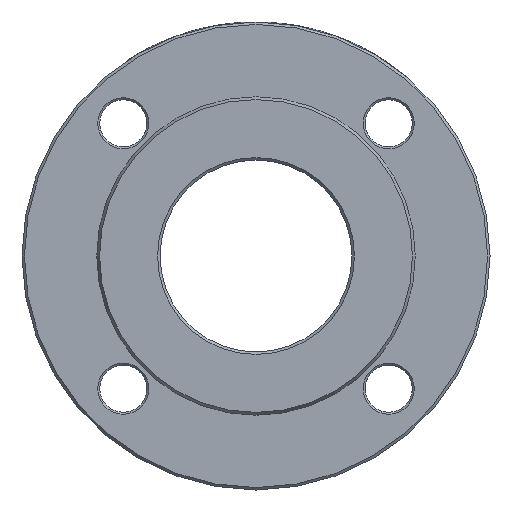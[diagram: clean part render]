
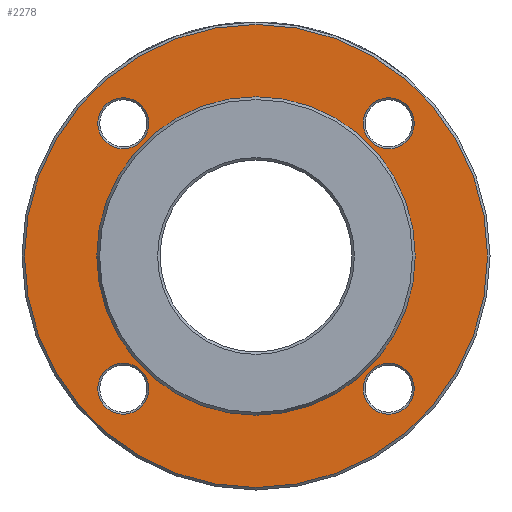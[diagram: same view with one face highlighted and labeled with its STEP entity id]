
A CAD part, left-side view. The second image highlights one B-rep face of the part: STEP entity #2278.
In plain terms, the highlighted planar face has unit normal (-1, 0, 0).
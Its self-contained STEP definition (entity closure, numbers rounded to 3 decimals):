
#112 = DIRECTION ( 'NONE',  ( 0., 0., -1. ) ) ;
#301 = CARTESIAN_POINT ( 'NONE',  ( 2., -53.882, 64.232 ) ) ;
#317 = ORIENTED_EDGE ( 'NONE', *, *, #3107, .T. ) ;
#631 = AXIS2_PLACEMENT_3D ( 'NONE', #2852, #4428, #112 ) ;
#691 = FACE_BOUND ( 'NONE', #2577, .T. ) ;
#810 = DIRECTION ( 'NONE',  ( 0., 0., -1. ) ) ;
#824 = EDGE_LOOP ( 'NONE', ( #317 ) ) ;
#984 = CARTESIAN_POINT ( 'NONE',  ( 2., 0., 64.655 ) ) ;
#1030 = DIRECTION ( 'NONE',  ( 0., 0., 1. ) ) ;
#1068 = CARTESIAN_POINT ( 'NONE',  ( 2., 53.882, 53.882 ) ) ;
#1074 = CIRCLE ( 'NONE', #6470, 94. ) ;
#1107 = ORIENTED_EDGE ( 'NONE', *, *, #3878, .T. ) ;
#1349 = VERTEX_POINT ( 'NONE', #4552 ) ;
#1389 = CIRCLE ( 'NONE', #5313, 10.35 ) ;
#1395 = EDGE_LOOP ( 'NONE', ( #5768 ) ) ;
#1412 = CARTESIAN_POINT ( 'NONE',  ( 2., -64.232, -53.882 ) ) ;
#1424 = EDGE_CURVE ( 'NONE', #2516, #2516, #1537, .T. ) ;
#1484 = CIRCLE ( 'NONE', #1834, 10.35 ) ;
#1537 = CIRCLE ( 'NONE', #4123, 10.35 ) ;
#1665 = CARTESIAN_POINT ( 'NONE',  ( 2., 0., 0. ) ) ;
#1738 = CIRCLE ( 'NONE', #3765, 10.35 ) ;
#1752 = PLANE ( 'NONE',  #631 ) ;
#1779 = CARTESIAN_POINT ( 'NONE',  ( 2., 53.882, -53.882 ) ) ;
#1834 = AXIS2_PLACEMENT_3D ( 'NONE', #3749, #2807, #3787 ) ;
#2251 = EDGE_LOOP ( 'NONE', ( #6445 ) ) ;
#2278 = ADVANCED_FACE ( 'NONE', ( #3873, #691, #2821, #3352, #3833, #4916 ), #1752, .F. ) ;
#2402 = CIRCLE ( 'NONE', #3739, 64.655 ) ;
#2480 = CARTESIAN_POINT ( 'NONE',  ( 2., 53.882, -64.232 ) ) ;
#2509 = CARTESIAN_POINT ( 'NONE',  ( 2., 0., 0. ) ) ;
#2516 = VERTEX_POINT ( 'NONE', #301 ) ;
#2553 = ORIENTED_EDGE ( 'NONE', *, *, #5485, .T. ) ;
#2577 = EDGE_LOOP ( 'NONE', ( #5011 ) ) ;
#2807 = DIRECTION ( 'NONE',  ( 1., 0., 0. ) ) ;
#2821 = FACE_BOUND ( 'NONE', #5739, .T. ) ;
#2852 = CARTESIAN_POINT ( 'NONE',  ( 2., 64.655, 0. ) ) ;
#2911 = DIRECTION ( 'NONE',  ( 0., 0., -1. ) ) ;
#3107 = EDGE_CURVE ( 'NONE', #1349, #1349, #1074, .T. ) ;
#3230 = DIRECTION ( 'NONE',  ( 1., 0., 0. ) ) ;
#3338 = DIRECTION ( 'NONE',  ( 0., 0., 1. ) ) ;
#3352 = FACE_BOUND ( 'NONE', #6127, .T. ) ;
#3577 = CARTESIAN_POINT ( 'NONE',  ( 2., 64.232, 53.882 ) ) ;
#3739 = AXIS2_PLACEMENT_3D ( 'NONE', #1665, #3820, #3338 ) ;
#3749 = CARTESIAN_POINT ( 'NONE',  ( 2., -53.882, -53.882 ) ) ;
#3765 = AXIS2_PLACEMENT_3D ( 'NONE', #1068, #4764, #6897 ) ;
#3787 = DIRECTION ( 'NONE',  ( 0., -1., 0. ) ) ;
#3820 = DIRECTION ( 'NONE',  ( -1., 0., 0. ) ) ;
#3833 = FACE_OUTER_BOUND ( 'NONE', #824, .T. ) ;
#3873 = FACE_BOUND ( 'NONE', #1395, .T. ) ;
#3878 = EDGE_CURVE ( 'NONE', #4585, #4585, #1738, .T. ) ;
#4123 = AXIS2_PLACEMENT_3D ( 'NONE', #5846, #3230, #1030 ) ;
#4428 = DIRECTION ( 'NONE',  ( 1., 0., 0. ) ) ;
#4552 = CARTESIAN_POINT ( 'NONE',  ( 2., 0., -94. ) ) ;
#4585 = VERTEX_POINT ( 'NONE', #3577 ) ;
#4764 = DIRECTION ( 'NONE',  ( 1., 0., 0. ) ) ;
#4916 = FACE_BOUND ( 'NONE', #2251, .T. ) ;
#5011 = ORIENTED_EDGE ( 'NONE', *, *, #1424, .T. ) ;
#5143 = VERTEX_POINT ( 'NONE', #2480 ) ;
#5171 = VERTEX_POINT ( 'NONE', #984 ) ;
#5313 = AXIS2_PLACEMENT_3D ( 'NONE', #1779, #6164, #2911 ) ;
#5485 = EDGE_CURVE ( 'NONE', #5143, #5143, #1389, .T. ) ;
#5739 = EDGE_LOOP ( 'NONE', ( #1107 ) ) ;
#5759 = DIRECTION ( 'NONE',  ( -1., 0., 0. ) ) ;
#5768 = ORIENTED_EDGE ( 'NONE', *, *, #6193, .T. ) ;
#5846 = CARTESIAN_POINT ( 'NONE',  ( 2., -53.882, 53.882 ) ) ;
#6127 = EDGE_LOOP ( 'NONE', ( #2553 ) ) ;
#6164 = DIRECTION ( 'NONE',  ( 1., 0., 0. ) ) ;
#6193 = EDGE_CURVE ( 'NONE', #6229, #6229, #1484, .T. ) ;
#6226 = EDGE_CURVE ( 'NONE', #5171, #5171, #2402, .T. ) ;
#6229 = VERTEX_POINT ( 'NONE', #1412 ) ;
#6445 = ORIENTED_EDGE ( 'NONE', *, *, #6226, .F. ) ;
#6470 = AXIS2_PLACEMENT_3D ( 'NONE', #2509, #5759, #810 ) ;
#6897 = DIRECTION ( 'NONE',  ( 0., 1., 0. ) ) ;
